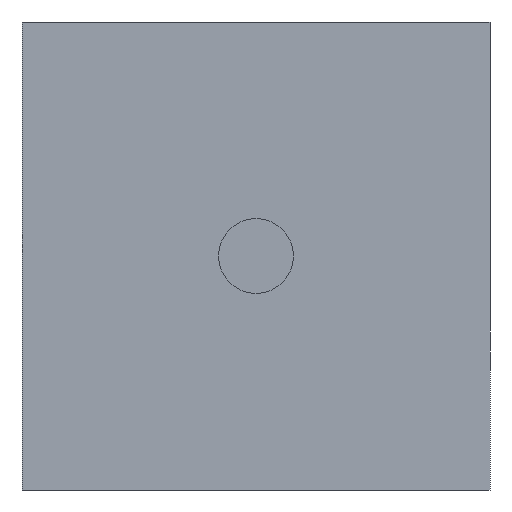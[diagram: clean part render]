
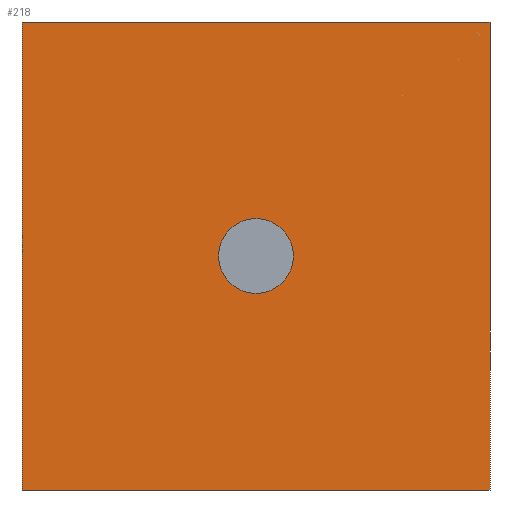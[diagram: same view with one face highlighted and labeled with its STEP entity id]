
A CAD part, front view. The second image highlights one B-rep face of the part: STEP entity #218.
In plain terms, the highlighted planar face has unit normal (0, -1, 0).
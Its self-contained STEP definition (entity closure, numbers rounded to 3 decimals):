
#21=PLANE('',#258);
#27=FACE_BOUND('',#55,.T.);
#38=FACE_OUTER_BOUND('',#54,.T.);
#54=EDGE_LOOP('',(#199,#200,#201,#202));
#55=EDGE_LOOP('',(#203));
#66=LINE('',#417,#83);
#70=LINE('',#425,#87);
#73=LINE('',#431,#90);
#76=LINE('',#436,#93);
#83=VECTOR('',#290,10.);
#87=VECTOR('',#296,10.);
#90=VECTOR('',#301,10.);
#93=VECTOR('',#306,10.);
#99=CIRCLE('',#250,4.);
#110=VERTEX_POINT('',#408);
#112=VERTEX_POINT('',#415);
#113=VERTEX_POINT('',#416);
#116=VERTEX_POINT('',#424);
#118=VERTEX_POINT('',#430);
#133=EDGE_CURVE('',#110,#110,#99,.T.);
#136=EDGE_CURVE('',#112,#113,#66,.T.);
#140=EDGE_CURVE('',#116,#112,#70,.T.);
#143=EDGE_CURVE('',#118,#116,#73,.T.);
#146=EDGE_CURVE('',#113,#118,#76,.T.);
#199=ORIENTED_EDGE('',*,*,#146,.F.);
#200=ORIENTED_EDGE('',*,*,#136,.F.);
#201=ORIENTED_EDGE('',*,*,#140,.F.);
#202=ORIENTED_EDGE('',*,*,#143,.F.);
#203=ORIENTED_EDGE('',*,*,#133,.T.);
#218=ADVANCED_FACE('',(#38,#27),#21,.F.);
#250=AXIS2_PLACEMENT_3D('',#409,#281,#282);
#258=AXIS2_PLACEMENT_3D('',#439,#310,#311);
#281=DIRECTION('center_axis',(0.,1.,0.));
#282=DIRECTION('ref_axis',(1.,0.,0.));
#290=DIRECTION('',(1.,0.,0.));
#296=DIRECTION('',(0.,0.,1.));
#301=DIRECTION('',(-1.,0.,0.));
#306=DIRECTION('',(0.,0.,-1.));
#310=DIRECTION('center_axis',(0.,1.,0.));
#311=DIRECTION('ref_axis',(0.,0.,1.));
#408=CARTESIAN_POINT('',(-4.,0.,0.));
#409=CARTESIAN_POINT('Origin',(0.,0.,0.));
#415=CARTESIAN_POINT('',(-25.,0.,25.));
#416=CARTESIAN_POINT('',(25.,0.,25.));
#417=CARTESIAN_POINT('',(-25.,0.,25.));
#424=CARTESIAN_POINT('',(-25.,0.,-25.));
#425=CARTESIAN_POINT('',(-25.,0.,-25.));
#430=CARTESIAN_POINT('',(25.,0.,-25.));
#431=CARTESIAN_POINT('',(25.,0.,-25.));
#436=CARTESIAN_POINT('',(25.,0.,25.));
#439=CARTESIAN_POINT('Origin',(0.,0.,0.));
